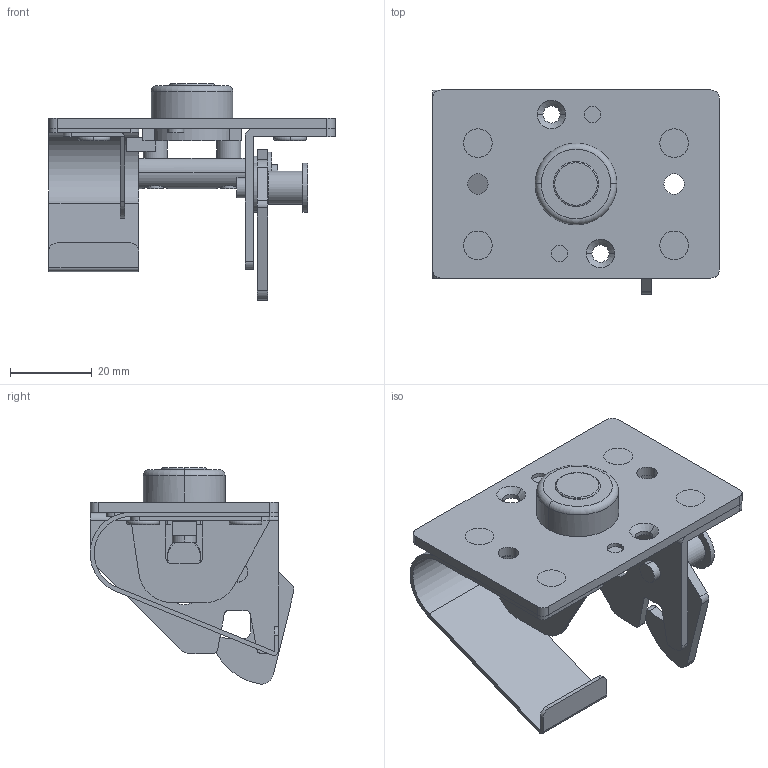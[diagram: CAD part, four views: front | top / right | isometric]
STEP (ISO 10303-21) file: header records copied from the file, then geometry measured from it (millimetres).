
FILE_DESCRIPTION (( 'STEP AP203' ), '1' );
FILE_NAME ('C-1885-2.STEP', '2021-05-24T00:57:02', ( '' ), ( '' ), 'SwSTEP 2.0', 'SolidWorks 2018', '' );
FILE_SCHEMA (( 'CONFIG_CONTROL_DESIGN' ));
Length unit declared in the file: millimetre
Products named in the file (12): C-1885-2_ブラケット_; C-1885-2_プッシュボタン_; C-1885-2_プッシュバックバネ_; C-1885-2_ガイド_; C-1885-2_ナイロンワッシャ_; C-1885-2_フックピン_; C-1885-2; C-1885-2_フック_; C-1885-2_薄平リベット_; C-1885-2_シャフト_; C-1885-2_ベース_; C-1885-2_平ワッシャー_
Assembly tree (14 placements, depth 2):
  C-1885-2
    C-1885-2_ベース_
    C-1885-2_ブラケット_
    C-1885-2_フック_
    C-1885-2_プッシュボタン_
    C-1885-2_シャフト_
    C-1885-2_プッシュバックバネ_
    C-1885-2_フックピン_
    C-1885-2_ガイド_
    C-1885-2_平ワッシャー_
    C-1885-2_ナイロンワッシャ_
    C-1885-2_薄平リベット_  x4
Bounding box: 70 x 49.86 x 52.88 mm (x, y, z)
Volume: 22799.8 mm3; surface area: 24319.9 mm2
Topology: 14 solids, 14 shells, 286 faces, 703 edges, 458 vertices
Faces by surface type: cylinder 143, plane 107, cone 24, torus 12
Entity records: 9509 total; most frequent: CARTESIAN_POINT 1511, DIRECTION 1505, ORIENTED_EDGE 1310, EDGE_CURVE 655, AXIS2_PLACEMENT_3D 586, VERTEX_POINT 428, VECTOR 333, LINE 333
